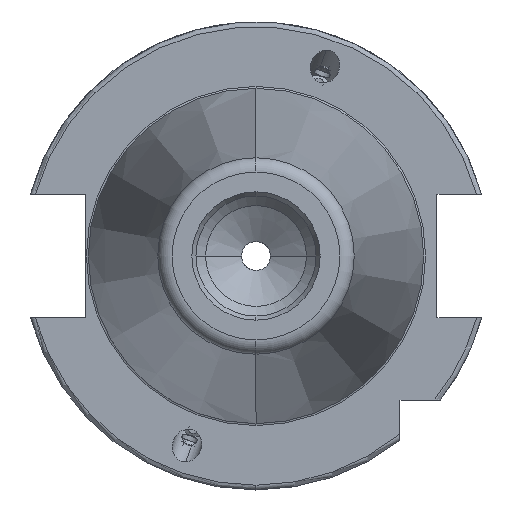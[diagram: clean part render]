
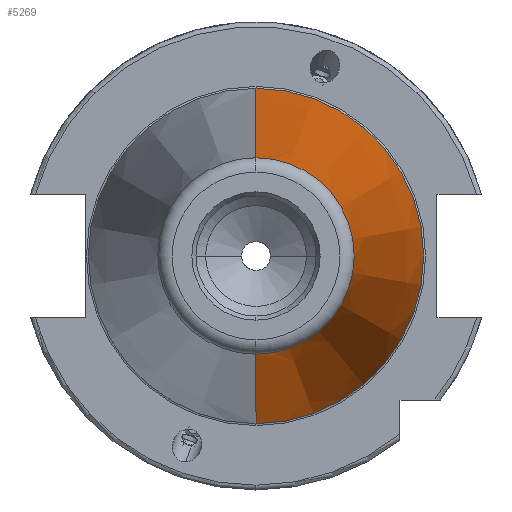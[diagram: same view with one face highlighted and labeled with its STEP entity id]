
A CAD part, left-side view. The second image highlights one B-rep face of the part: STEP entity #5269.
In plain terms, the highlighted conical face has half-angle 8.297 degrees and reference radius 34.925 mm.
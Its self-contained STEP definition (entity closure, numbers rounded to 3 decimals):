
#402 = AXIS2_PLACEMENT_3D ( 'NONE', #423, #425, #432 ) ;
#404 = CIRCLE ( 'NONE', #402, 20.461 ) ;
#423 = CARTESIAN_POINT ( 'NONE',  ( -99.183, 0., 0. ) ) ;
#425 = DIRECTION ( 'NONE',  ( -1., 0., 0. ) ) ;
#432 = DIRECTION ( 'NONE',  ( 0., 0., -1. ) ) ;
#589 = CARTESIAN_POINT ( 'NONE',  ( 0., 0., 0. ) ) ;
#590 = FACE_OUTER_BOUND ( 'NONE', #5266, .T. ) ;
#592 = CIRCLE ( 'NONE', #597, 34.925 ) ;
#593 = CONICAL_SURFACE ( 'NONE', #595, 34.925, 0.145 ) ;
#594 = DIRECTION ( 'NONE',  ( 0., 0., -1. ) ) ;
#595 = AXIS2_PLACEMENT_3D ( 'NONE', #600, #596, #599 ) ;
#596 = DIRECTION ( 'NONE',  ( 1., 0., 0. ) ) ;
#597 = AXIS2_PLACEMENT_3D ( 'NONE', #589, #598, #594 ) ;
#598 = DIRECTION ( 'NONE',  ( -1., 0., 0. ) ) ;
#599 = DIRECTION ( 'NONE',  ( 0., 0., 1. ) ) ;
#600 = CARTESIAN_POINT ( 'NONE',  ( 0., 0., 0. ) ) ;
#601 = CARTESIAN_POINT ( 'NONE',  ( 0., 0., -34.925 ) ) ;
#609 = CARTESIAN_POINT ( 'NONE',  ( -99.183, 0., -20.461 ) ) ;
#654 = CARTESIAN_POINT ( 'NONE',  ( -99.183, 0., 20.461 ) ) ;
#1394 = DIRECTION ( 'NONE',  ( 0.99, 0., 0.144 ) ) ;
#1395 = VECTOR ( 'NONE', #1394, 1000. ) ;
#1396 = CARTESIAN_POINT ( 'NONE',  ( 0., 0., 34.925 ) ) ;
#1397 = LINE ( 'NONE', #1396, #1395 ) ;
#2116 = DIRECTION ( 'NONE',  ( 0.99, 0., -0.144 ) ) ;
#2117 = VECTOR ( 'NONE', #2116, 1000. ) ;
#2143 = CARTESIAN_POINT ( 'NONE',  ( 0., 0., -34.925 ) ) ;
#2144 = LINE ( 'NONE', #2143, #2117 ) ;
#3597 = CARTESIAN_POINT ( 'NONE',  ( 0., 0., 34.925 ) ) ;
#4815 = EDGE_CURVE ( 'NONE', #5297, #5078, #1397, .T. ) ;
#4821 = EDGE_CURVE ( 'NONE', #5298, #5273, #2144, .T. ) ;
#4823 = ORIENTED_EDGE ( 'NONE', *, *, #5268, .T. ) ;
#4826 = ORIENTED_EDGE ( 'NONE', *, *, #4815, .F. ) ;
#5078 = VERTEX_POINT ( 'NONE', #3597 ) ;
#5266 = EDGE_LOOP ( 'NONE', ( #5270, #5286, #4823, #4826 ) ) ;
#5268 = EDGE_CURVE ( 'NONE', #5273, #5078, #592, .T. ) ;
#5269 = ADVANCED_FACE ( 'NONE', ( #590 ), #593, .T. ) ;
#5270 = ORIENTED_EDGE ( 'NONE', *, *, #5272, .F. ) ;
#5272 = EDGE_CURVE ( 'NONE', #5298, #5297, #404, .T. ) ;
#5273 = VERTEX_POINT ( 'NONE', #601 ) ;
#5286 = ORIENTED_EDGE ( 'NONE', *, *, #4821, .T. ) ;
#5297 = VERTEX_POINT ( 'NONE', #654 ) ;
#5298 = VERTEX_POINT ( 'NONE', #609 ) ;
